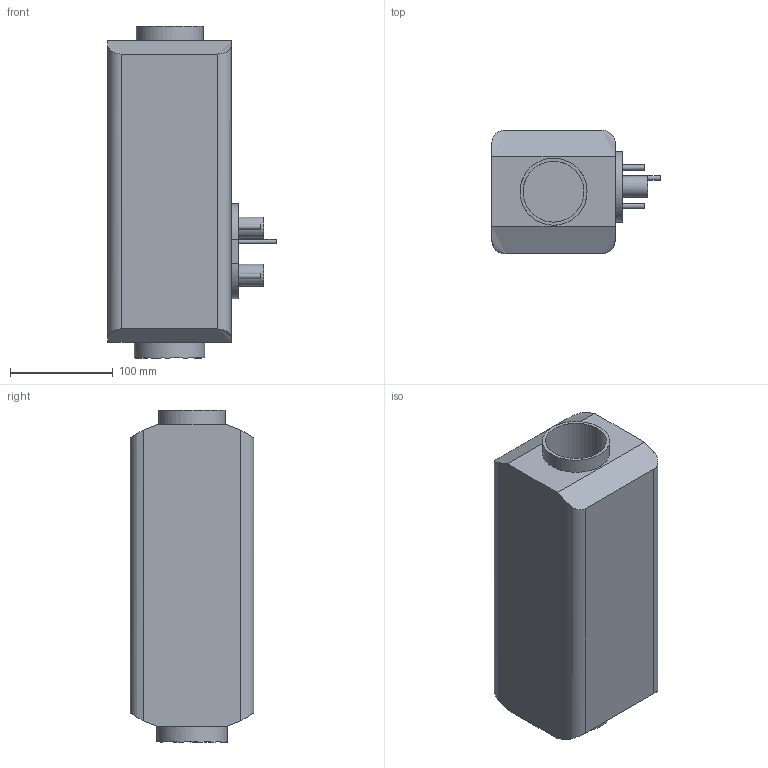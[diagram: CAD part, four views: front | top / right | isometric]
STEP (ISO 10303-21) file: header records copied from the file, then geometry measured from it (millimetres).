
FILE_DESCRIPTION(('FreeCAD Model'),'2;1');
FILE_NAME('Open CASCADE Shape Model','2025-05-03T20:35:30',('FreeCAD'),( 'FreeCAD'),'Open CASCADE STEP processor 7.6','FreeCAD','Unknown');
FILE_SCHEMA(('AUTOMOTIVE_DESIGN { 1 0 10303 214 1 1 1 1 }'));
Length unit declared in the file: millimetre
Products named in the file (1): Open CASCADE STEP translator 7.6 1
Bounding box: 163.83 x 120.08 x 323.2 mm (x, y, z)
Volume: 3911376.8 mm3; surface area: 198060.8 mm2
Topology: 1 solids, 1 shells, 46 faces, 108 edges, 77 vertices
Faces by surface type: bspline 46
Entity records: 1591 total; most frequent: CARTESIAN_POINT 935, ORIENTED_EDGE 216, EDGE_CURVE 108, VERTEX_POINT 77, FACE_BOUND 59, EDGE_LOOP 59, B_SPLINE_CURVE_WITH_KNOTS 51, ADVANCED_FACE 46
